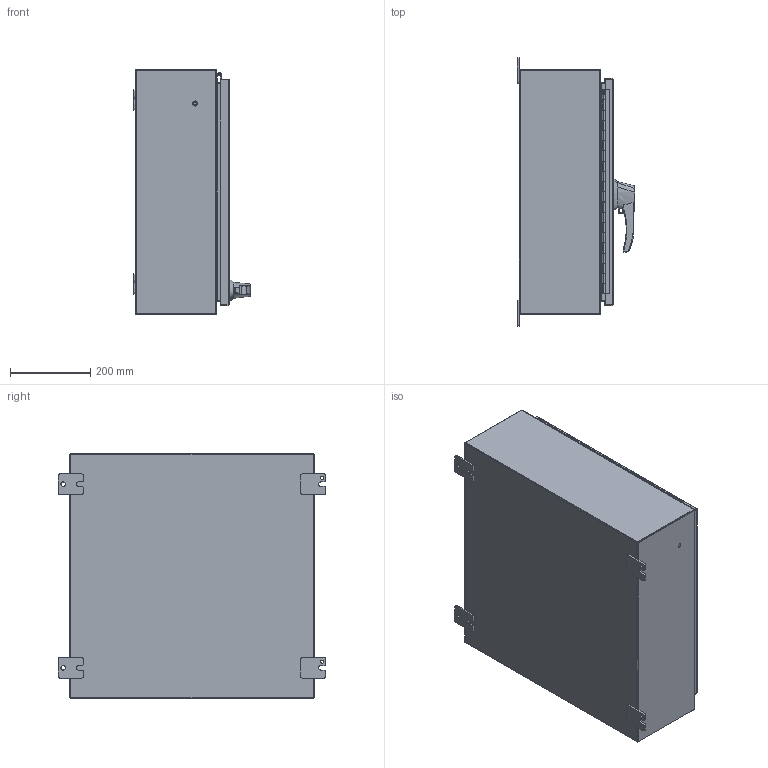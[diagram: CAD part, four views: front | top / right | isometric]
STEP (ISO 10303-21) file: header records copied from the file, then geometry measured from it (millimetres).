
FILE_DESCRIPTION (( 'STEP AP214' ), '1' );
FILE_NAME ('HW24248GYHK.STEP', '2019-08-22T14:46:04', ( '' ), ( '' ), 'SwSTEP 2.0', 'SolidWorks 2018', '' );
FILE_SCHEMA (( 'AUTOMOTIVE_DESIGN' ));
Length unit declared in the file: inch
Products named in the file (1): HW24248GYHK
Bounding box: 292.4 x 666.75 x 609.6 mm (x, y, z)
Volume: 3099298.6 mm3; surface area: 3102367 mm2
Topology: 41 solids, 42 shells, 1406 faces, 3496 edges, 2210 vertices
Faces by surface type: plane 691, cylinder 557, bspline 93, cone 65
Entity records: 98288 total; most frequent: CARTESIAN_POINT 46858, ORIENTED_EDGE 6976, DIRECTION 6533, EDGE_CURVE 3488, AXIS2_PLACEMENT_3D 2240, VERTEX_POINT 2210, LINE 2053, VECTOR 2053
